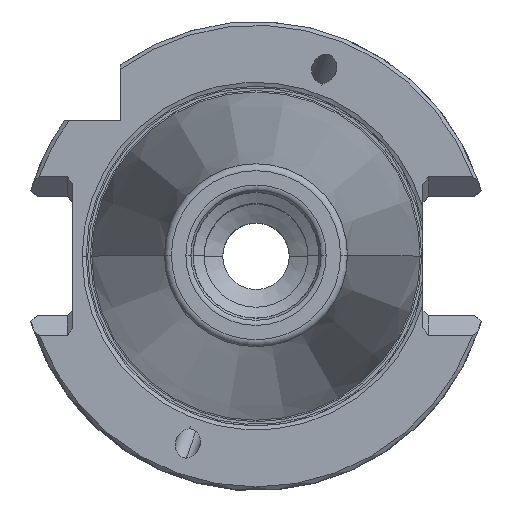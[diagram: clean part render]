
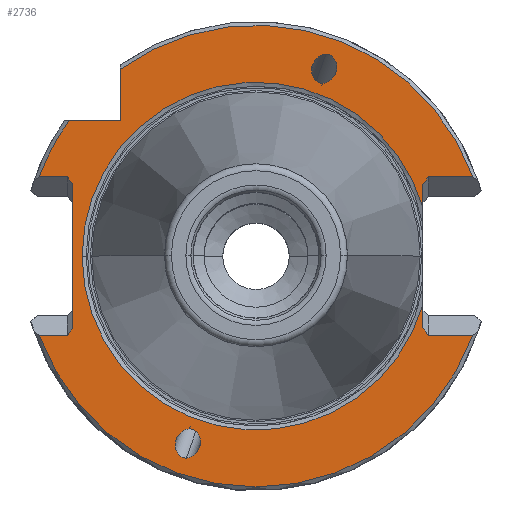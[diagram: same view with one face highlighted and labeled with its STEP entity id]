
A CAD part, top view. The second image highlights one B-rep face of the part: STEP entity #2736.
In plain terms, the highlighted planar face has unit normal (0, 0, 1).
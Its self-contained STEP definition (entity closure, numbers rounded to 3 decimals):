
#1002=VERTEX_POINT('NONE',#2947);
#1190=VERTEX_POINT('NONE',#3154);
#1256=EDGE_CURVE('NONE',#1910,#1466,#3227,.T.);
#1278=EDGE_CURVE('NONE',#2590,#1974,#3250,.T.);
#1332=EDGE_CURVE('NONE',#1466,#1918,#3306,.T.);
#1340=EDGE_CURVE('NONE',#1992,#2476,#3314,.T.);
#1370=VERTEX_POINT('NONE',#3346);
#1374=VERTEX_POINT('NONE',#3350);
#1398=EDGE_CURVE('NONE',#2888,#1374,#3376,.T.);
#1466=VERTEX_POINT('NONE',#3455);
#1472=EDGE_CURVE('NONE',#2324,#2554,#3461,.T.);
#1500=EDGE_CURVE('NONE',#2784,#2890,#3493,.T.);
#1574=VERTEX_POINT('NONE',#3573);
#1618=EDGE_CURVE('NONE',#2476,#1992,#3621,.T.);
#1670=EDGE_CURVE('NONE',#1190,#2554,#3677,.T.);
#1682=VERTEX_POINT('NONE',#3691);
#1726=EDGE_CURVE('NONE',#1574,#2600,#3743,.T.);
#1828=EDGE_CURVE('NONE',#2600,#1974,#3862,.T.);
#1834=VERTEX_POINT('NONE',#3869);
#1860=EDGE_CURVE('NONE',#2890,#2784,#3895,.T.);
#1880=EDGE_CURVE('NONE',#1370,#2696,#3922,.T.);
#1910=VERTEX_POINT('NONE',#3954);
#1918=VERTEX_POINT('NONE',#3962);
#1960=VERTEX_POINT('NONE',#4009);
#1974=VERTEX_POINT('NONE',#4024);
#1992=VERTEX_POINT('NONE',#4043);
#2008=EDGE_CURVE('NONE',#1960,#1574,#4063,.T.);
#2024=EDGE_CURVE('NONE',#1910,#1002,#4079,.T.);
#2082=EDGE_CURVE('NONE',#1960,#2888,#4150,.T.);
#2128=EDGE_CURVE('NONE',#2696,#1834,#4201,.T.);
#2154=EDGE_CURVE('NONE',#1190,#1918,#4227,.T.);
#2322=EDGE_CURVE('NONE',#1370,#1682,#4412,.T.);
#2324=VERTEX_POINT('NONE',#4414);
#2476=VERTEX_POINT('NONE',#4588);
#2554=VERTEX_POINT('NONE',#4674);
#2590=VERTEX_POINT('NONE',#4713);
#2600=VERTEX_POINT('NONE',#4725);
#2612=EDGE_CURVE('NONE',#1002,#1682,#4738,.T.);
#2696=VERTEX_POINT('NONE',#4835);
#2736=ADVANCED_FACE('NONE',(#4879,#4880,#4881),#4882,.F.);
#2764=EDGE_CURVE('NONE',#2324,#2590,#4910,.T.);
#2784=VERTEX_POINT('NONE',#4932);
#2836=EDGE_CURVE('NONE',#1834,#1374,#4993,.T.);
#2888=VERTEX_POINT('NONE',#5048);
#2890=VERTEX_POINT('NONE',#5050);
#2947=CARTESIAN_POINT('',(-18.35,18.35,-1.0));
#3154=CARTESIAN_POINT('',(-24.8,9.689,-1.));
#3227=CIRCLE('',#5567,31.25);
#3250=CIRCLE('',#5600,31.25);
#3306=LINE('',#5689,#5690);
#3314=(B_SPLINE_CURVE(3,(#5705,#5706,#5707,#5708),.UNSPECIFIED.,.F.,.F.)B_SPLINE_CURVE_WITH_KNOTS((4,4),(0.29,3.431),.UNSPECIFIED.)RATIONAL_B_SPLINE_CURVE((1.0,0.333,0.333,1.0))BOUNDED_CURVE()REPRESENTATION_ITEM('')GEOMETRIC_REPRESENTATION_ITEM()CURVE());
#3346=CARTESIAN_POINT('',(29.343,10.75,-1.));
#3350=CARTESIAN_POINT('',(22.6,6.57,-1.0));
#3376=CIRCLE('',#5816,23.536);
#3455=CARTESIAN_POINT('',(-29.343,10.75,-1.));
#3461=LINE('',#5943,#5944);
#3493=(B_SPLINE_CURVE(3,(#6001,#6002,#6003,#6004),.UNSPECIFIED.,.F.,.F.)B_SPLINE_CURVE_WITH_KNOTS((4,4),(0.29,3.431),.UNSPECIFIED.)RATIONAL_B_SPLINE_CURVE((1.0,0.333,0.333,1.0))BOUNDED_CURVE()REPRESENTATION_ITEM('')GEOMETRIC_REPRESENTATION_ITEM()CURVE());
#3573=CARTESIAN_POINT('',(22.6,-9.689,-1.0));
#3621=(B_SPLINE_CURVE(3,(#6228,#6229,#6230,#6231),.UNSPECIFIED.,.F.,.F.)B_SPLINE_CURVE_WITH_KNOTS((4,4),(3.431,6.573),.UNSPECIFIED.)RATIONAL_B_SPLINE_CURVE((1.0,0.333,0.333,1.0))BOUNDED_CURVE()REPRESENTATION_ITEM('')GEOMETRIC_REPRESENTATION_ITEM()CURVE());
#3677=LINE('',#6319,#6320);
#3691=CARTESIAN_POINT('',(-18.35,25.295,-1.0));
#3743=LINE('',#6410,#6411);
#3862=LINE('',#6570,#6571);
#3869=CARTESIAN_POINT('',(22.6,9.689,-1.));
#3895=(B_SPLINE_CURVE(3,(#6614,#6615,#6616,#6617),.UNSPECIFIED.,.F.,.F.)B_SPLINE_CURVE_WITH_KNOTS((4,4),(3.431,6.573),.UNSPECIFIED.)RATIONAL_B_SPLINE_CURVE((1.0,0.333,0.333,1.0))BOUNDED_CURVE()REPRESENTATION_ITEM('')GEOMETRIC_REPRESENTATION_ITEM()CURVE());
#3922=LINE('',#6657,#6658);
#3954=CARTESIAN_POINT('',(-25.295,18.35,-1.0));
#3962=CARTESIAN_POINT('',(-25.55,10.75,-1.));
#4009=CARTESIAN_POINT('',(22.6,-6.57,-1.));
#4024=CARTESIAN_POINT('',(29.343,-10.75,-1.));
#4043=CARTESIAN_POINT('',(9.452,27.347,-1.0));
#4063=LINE('',#6883,#6884);
#4079=LINE('',#6921,#6922);
#4150=CIRCLE('',#7035,23.536);
#4201=LINE('',#7130,#7131);
#4227=LINE('',#7172,#7173);
#4412=CIRCLE('',#7463,31.25);
#4414=CARTESIAN_POINT('',(-25.55,-10.75,-1.));
#4588=CARTESIAN_POINT('',(9.017,23.397,-1.0));
#4674=CARTESIAN_POINT('',(-24.8,-9.689,-1.));
#4713=CARTESIAN_POINT('',(-29.343,-10.75,-1.));
#4725=CARTESIAN_POINT('',(23.35,-10.75,-1.));
#4738=LINE('',#7948,#7949);
#4835=CARTESIAN_POINT('',(23.35,10.75,-1.));
#4879=FACE_OUTER_BOUND('',#8178,.T.);
#4880=FACE_BOUND('',#8179,.T.);
#4881=FACE_BOUND('',#8180,.T.);
#4882=PLANE('',#8181);
#4910=LINE('',#8229,#8230);
#4932=CARTESIAN_POINT('',(-9.452,-27.347,-1.0));
#4993=LINE('',#8381,#8382);
#5048=CARTESIAN_POINT('',(-23.536,0.,-1.));
#5050=CARTESIAN_POINT('',(-9.017,-23.397,-1.0));
#5567=AXIS2_PLACEMENT_3D('',#8890,#8891,#8892);
#5600=AXIS2_PLACEMENT_3D('',#8918,#8919,#8920);
#5689=CARTESIAN_POINT('',(-61.2,10.75,-1.));
#5690=VECTOR('',#8959,1000.0);
#5705=CARTESIAN_POINT('',(9.452,27.347,-1.0));
#5706=CARTESIAN_POINT('',(6.086,27.347,-1.0));
#5707=CARTESIAN_POINT('',(5.652,23.397,-1.0));
#5708=CARTESIAN_POINT('',(9.017,23.397,-1.0));
#5816=AXIS2_PLACEMENT_3D('',#9026,#9027,#9028);
#5943=CARTESIAN_POINT('',(-18.12,-0.243,-1.));
#5944=VECTOR('',#9128,1000.0);
#6001=CARTESIAN_POINT('',(-9.452,-27.347,-1.0));
#6002=CARTESIAN_POINT('',(-6.086,-27.347,-1.0));
#6003=CARTESIAN_POINT('',(-5.652,-23.397,-1.0));
#6004=CARTESIAN_POINT('',(-9.017,-23.397,-1.0));
#6228=CARTESIAN_POINT('',(9.017,23.397,-1.0));
#6229=CARTESIAN_POINT('',(12.383,23.397,-1.0));
#6230=CARTESIAN_POINT('',(12.817,27.347,-1.0));
#6231=CARTESIAN_POINT('',(9.452,27.347,-1.0));
#6319=CARTESIAN_POINT('',(-24.8,0.,-1.0));
#6320=VECTOR('',#9355,1000.0);
#6410=CARTESIAN_POINT('',(22.077,-8.95,-1.));
#6411=VECTOR('',#9464,1000.0);
#6570=CARTESIAN_POINT('',(124.8,-10.75,-1.));
#6571=VECTOR('',#9627,1000.0);
#6614=CARTESIAN_POINT('',(-9.017,-23.397,-1.0));
#6615=CARTESIAN_POINT('',(-12.383,-23.397,-1.0));
#6616=CARTESIAN_POINT('',(-12.817,-27.347,-1.0));
#6617=CARTESIAN_POINT('',(-9.452,-27.347,-1.0));
#6657=CARTESIAN_POINT('',(124.8,10.75,-1.));
#6658=VECTOR('',#9732,1000.0);
#6883=CARTESIAN_POINT('',(22.6,0.,-1.0));
#6884=VECTOR('',#9887,1000.0);
#6921=CARTESIAN_POINT('',(-38.35,18.35,-1.0));
#6922=VECTOR('',#9890,1000.0);
#7035=AXIS2_PLACEMENT_3D('',#9995,#9996,#9997);
#7130=CARTESIAN_POINT('',(22.077,8.95,-1.));
#7131=VECTOR('',#10046,1000.0);
#7172=CARTESIAN_POINT('',(-18.12,0.243,-1.));
#7173=VECTOR('',#10064,1000.0);
#7463=AXIS2_PLACEMENT_3D('',#10260,#10261,#10262);
#7948=CARTESIAN_POINT('',(-18.35,18.35,-1.0));
#7949=VECTOR('',#10666,1000.0);
#8178=EDGE_LOOP('',(#10828,#10829,#10830,#10831,#10832,#10833,#10834,#10835,#10836,#10837,#10838,#10839,#10840,#10841,#10842,#10843,#10844,#10845));
#8179=EDGE_LOOP('',(#10846,#10847));
#8180=EDGE_LOOP('',(#10848,#10849));
#8181=AXIS2_PLACEMENT_3D('',#10850,#10851,#10852);
#8229=CARTESIAN_POINT('',(-61.2,-10.75,-1.));
#8230=VECTOR('',#10873,1000.0);
#8381=CARTESIAN_POINT('',(22.6,0.,-1.0));
#8382=VECTOR('',#10988,1000.0);
#8890=CARTESIAN_POINT('',(0.0,0.0,-1.));
#8891=DIRECTION('',(0.0,-0.0,1.0));
#8892=DIRECTION('',(1.0,0.,0.0));
#8918=CARTESIAN_POINT('',(0.0,0.0,-1.));
#8919=DIRECTION('',(0.0,-0.0,1.0));
#8920=DIRECTION('',(1.0,0.,0.0));
#8959=DIRECTION('',(1.0,0.,0.0));
#9026=CARTESIAN_POINT('',(0.0,0.0,-1.));
#9027=DIRECTION('',(0.0,0.0,-1.0));
#9028=DIRECTION('',(1.0,0.,0.0));
#9128=DIRECTION('',(0.577,0.816,0.0));
#9355=DIRECTION('',(0.,-1.0,-0.0));
#9464=DIRECTION('',(0.577,-0.816,0.0));
#9627=DIRECTION('',(1.0,0.,0.0));
#9732=DIRECTION('',(-1.0,0.,0.0));
#9887=DIRECTION('',(0.,-1.0,-0.0));
#9890=DIRECTION('',(1.0,0.,0.0));
#9995=CARTESIAN_POINT('',(0.0,0.0,-1.));
#9996=DIRECTION('',(0.0,0.0,-1.0));
#9997=DIRECTION('',(1.0,0.,0.0));
#10046=DIRECTION('',(-0.577,-0.816,0.0));
#10064=DIRECTION('',(-0.577,0.816,0.0));
#10260=CARTESIAN_POINT('',(0.0,0.0,-1.));
#10261=DIRECTION('',(0.0,-0.0,1.0));
#10262=DIRECTION('',(1.0,0.,0.0));
#10666=DIRECTION('',(0.,1.0,0.0));
#10828=ORIENTED_EDGE('',*,*,#2024,.F.);
#10829=ORIENTED_EDGE('',*,*,#1256,.T.);
#10830=ORIENTED_EDGE('',*,*,#1332,.T.);
#10831=ORIENTED_EDGE('',*,*,#2154,.F.);
#10832=ORIENTED_EDGE('',*,*,#1670,.T.);
#10833=ORIENTED_EDGE('',*,*,#1472,.F.);
#10834=ORIENTED_EDGE('',*,*,#2764,.T.);
#10835=ORIENTED_EDGE('',*,*,#1278,.T.);
#10836=ORIENTED_EDGE('',*,*,#1828,.F.);
#10837=ORIENTED_EDGE('',*,*,#1726,.F.);
#10838=ORIENTED_EDGE('',*,*,#2008,.F.);
#10839=ORIENTED_EDGE('',*,*,#2082,.T.);
#10840=ORIENTED_EDGE('',*,*,#1398,.T.);
#10841=ORIENTED_EDGE('',*,*,#2836,.F.);
#10842=ORIENTED_EDGE('',*,*,#2128,.F.);
#10843=ORIENTED_EDGE('',*,*,#1880,.F.);
#10844=ORIENTED_EDGE('',*,*,#2322,.T.);
#10845=ORIENTED_EDGE('',*,*,#2612,.F.);
#10846=ORIENTED_EDGE('',*,*,#1618,.F.);
#10847=ORIENTED_EDGE('',*,*,#1340,.F.);
#10848=ORIENTED_EDGE('',*,*,#1860,.F.);
#10849=ORIENTED_EDGE('',*,*,#1500,.F.);
#10850=CARTESIAN_POINT('',(0.,-32.5,-1.));
#10851=DIRECTION('',(0.0,0.0,-1.0));
#10852=DIRECTION('',(-1.0,0.0,0.0));
#10873=DIRECTION('',(-1.0,0.,0.0));
#10988=DIRECTION('',(0.,-1.0,-0.0));
